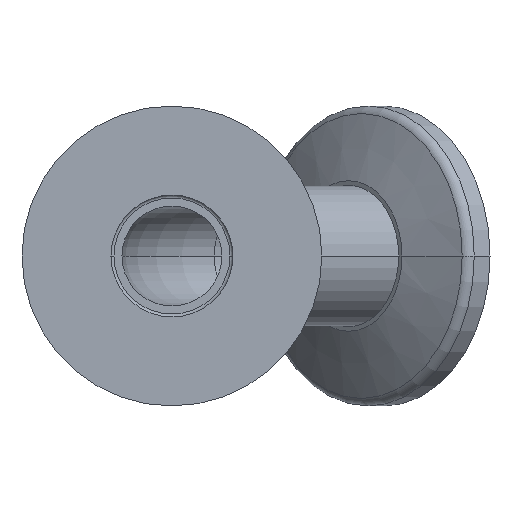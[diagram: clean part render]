
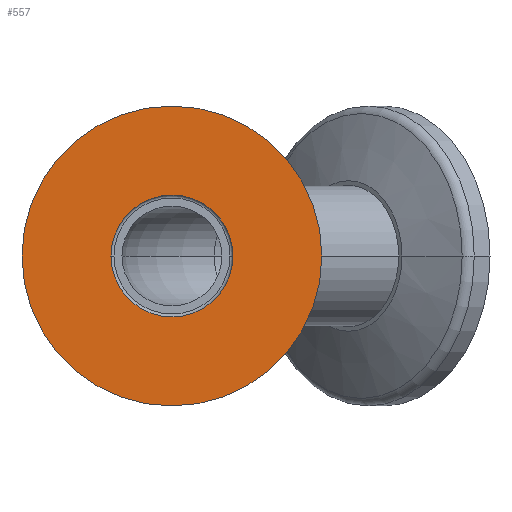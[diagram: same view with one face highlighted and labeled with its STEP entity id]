
A CAD part, front view. The second image highlights one B-rep face of the part: STEP entity #557.
In plain terms, the highlighted planar face has unit normal (0, -1, 0).
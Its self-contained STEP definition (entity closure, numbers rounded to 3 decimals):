
#12 = CARTESIAN_POINT ( 'NONE',  ( 6.1, 0., 0. ) ) ;
#28 = CARTESIAN_POINT ( 'NONE',  ( -15., 0., 0. ) ) ;
#31 = DIRECTION ( 'NONE',  ( -1., 0., 0. ) ) ;
#36 = DIRECTION ( 'NONE',  ( 0., -1., 0. ) ) ;
#39 = EDGE_LOOP ( 'NONE', ( #474, #494 ) ) ;
#157 = VERTEX_POINT ( 'NONE', #478 ) ;
#277 = DIRECTION ( 'NONE',  ( -1., 0., 0. ) ) ;
#311 = VERTEX_POINT ( 'NONE', #1210 ) ;
#400 = DIRECTION ( 'NONE',  ( -1., 0., 0. ) ) ;
#469 = EDGE_LOOP ( 'NONE', ( #515, #534 ) ) ;
#474 = ORIENTED_EDGE ( 'NONE', *, *, #1034, .F. ) ;
#478 = CARTESIAN_POINT ( 'NONE',  ( 15., 0., 0. ) ) ;
#482 = DIRECTION ( 'NONE',  ( 0., -1., 0. ) ) ;
#494 = ORIENTED_EDGE ( 'NONE', *, *, #765, .F. ) ;
#502 = CARTESIAN_POINT ( 'NONE',  ( 0., 0., 0. ) ) ;
#515 = ORIENTED_EDGE ( 'NONE', *, *, #929, .T. ) ;
#534 = ORIENTED_EDGE ( 'NONE', *, *, #1107, .T. ) ;
#557 = ADVANCED_FACE ( 'NONE', ( #1180, #1184 ), #1491, .F. ) ;
#690 = CIRCLE ( 'NONE', #1017, 6.1 ) ;
#765 = EDGE_CURVE ( 'NONE', #1509, #311, #690, .T. ) ;
#929 = EDGE_CURVE ( 'NONE', #1140, #157, #1524, .T. ) ;
#1017 = AXIS2_PLACEMENT_3D ( 'NONE', #1655, #1223, #277 ) ;
#1034 = EDGE_CURVE ( 'NONE', #311, #1509, #1391, .T. ) ;
#1040 = AXIS2_PLACEMENT_3D ( 'NONE', #1364, #1350, #1326 ) ;
#1107 = EDGE_CURVE ( 'NONE', #157, #1140, #1841, .T. ) ;
#1140 = VERTEX_POINT ( 'NONE', #28 ) ;
#1180 = FACE_BOUND ( 'NONE', #39, .T. ) ;
#1184 = FACE_OUTER_BOUND ( 'NONE', #469, .T. ) ;
#1210 = CARTESIAN_POINT ( 'NONE',  ( -6.1, 0., 0. ) ) ;
#1223 = DIRECTION ( 'NONE',  ( 0., -1., 0. ) ) ;
#1326 = DIRECTION ( 'NONE',  ( 1., 0., 0. ) ) ;
#1350 = DIRECTION ( 'NONE',  ( 0., 1., 0. ) ) ;
#1364 = CARTESIAN_POINT ( 'NONE',  ( 6.1, 0., 0. ) ) ;
#1391 = CIRCLE ( 'NONE', #1555, 6.1 ) ;
#1491 = PLANE ( 'NONE',  #1040 ) ;
#1509 = VERTEX_POINT ( 'NONE', #12 ) ;
#1510 = CARTESIAN_POINT ( 'NONE',  ( 0., 0., 0. ) ) ;
#1520 = CARTESIAN_POINT ( 'NONE',  ( 0., 0., 0. ) ) ;
#1524 = CIRCLE ( 'NONE', #1650, 15. ) ;
#1539 = DIRECTION ( 'NONE',  ( 0., -1., 0. ) ) ;
#1544 = DIRECTION ( 'NONE',  ( -1., 0., 0. ) ) ;
#1555 = AXIS2_PLACEMENT_3D ( 'NONE', #502, #482, #400 ) ;
#1650 = AXIS2_PLACEMENT_3D ( 'NONE', #1520, #1539, #1544 ) ;
#1655 = CARTESIAN_POINT ( 'NONE',  ( 0., 0., 0. ) ) ;
#1736 = AXIS2_PLACEMENT_3D ( 'NONE', #1510, #36, #31 ) ;
#1841 = CIRCLE ( 'NONE', #1736, 15. ) ;
